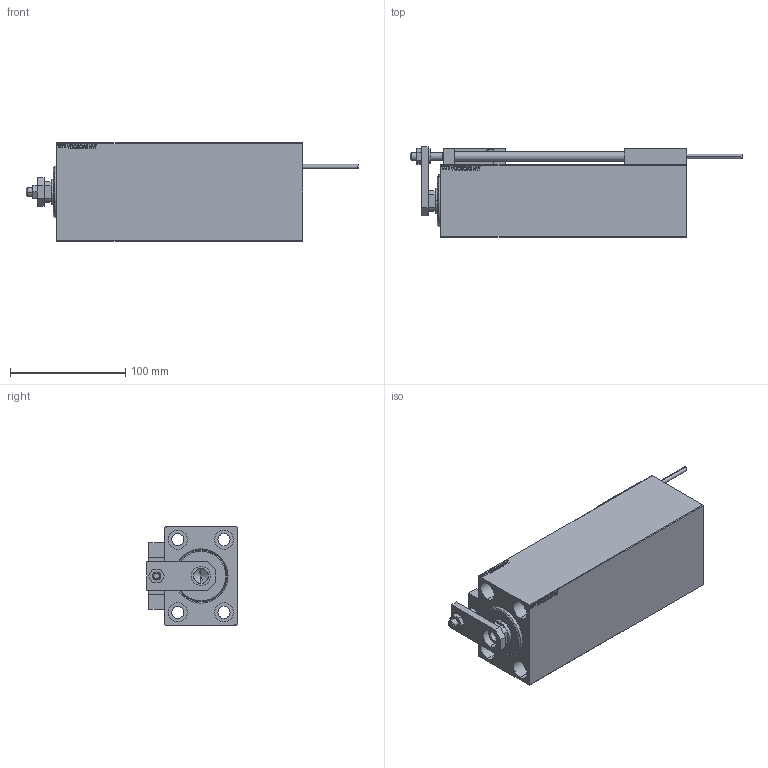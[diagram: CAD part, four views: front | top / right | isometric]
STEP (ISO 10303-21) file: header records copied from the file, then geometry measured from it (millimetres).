
FILE_DESCRIPTION (( 'STEP AP203' ), '1' );
FILE_NAME ('8e87.STEP', '2022-04-17T03:41:57', ( '' ), ( '' ), 'SwSTEP 2.0', 'SolidWorks 2019', '' );
FILE_SCHEMA (( 'CONFIG_CONTROL_DESIGN' ));
Length unit declared in the file: millimetre
Products named in the file (15): SWITCH DIM B,W ad6b31f60c431acfd179ec5b0211a1a0; MAGNET ad6b31f60c431acfd179ec5b0211a1a0; V450CM_C_VCP ad6b31f60c431acfd179ec5b0211a1a0; V450CM_VC_B ad6b31f60c431acfd179ec5b0211a1a0; SWITCH X ad6b31f60c431acfd179ec5b0211a1a0; ZARAZKA ad6b31f60c431acfd179ec5b0211a1a0; 8e87; NUT_D12 ad6b31f60c431acfd179ec5b0211a1a0; ALLEN BOLT D8 ad6b31f60c431acfd179ec5b0211a1a0; Block ad6b31f60c431acfd179ec5b0211a1a0; TYC_L79 ad6b31f60c431acfd179ec5b0211a1a0; V450CM_C_Body ad6b31f60c431acfd179ec5b0211a1a0; ALLEN BOLT D5 ad6b31f60c431acfd179ec5b0211a1a0; SWITCH_X_FRONT_BACK ad6b31f60c431acfd179ec5b0211a1a0; KONCOVKA ad6b31f60c431acfd179ec5b0211a1a0
Assembly tree (24 placements, depth 3):
  8e87
    V450CM_C_Body ad6b31f60c431acfd179ec5b0211a1a0
    SWITCH X ad6b31f60c431acfd179ec5b0211a1a0
      SWITCH_X_FRONT_BACK ad6b31f60c431acfd179ec5b0211a1a0  x2
      TYC_L79 ad6b31f60c431acfd179ec5b0211a1a0
      Block ad6b31f60c431acfd179ec5b0211a1a0  x2
      ALLEN BOLT D5 ad6b31f60c431acfd179ec5b0211a1a0  x4
      ALLEN BOLT D8 ad6b31f60c431acfd179ec5b0211a1a0  x4
      MAGNET ad6b31f60c431acfd179ec5b0211a1a0  x2
      KONCOVKA ad6b31f60c431acfd179ec5b0211a1a0  x2
    NUT_D12 ad6b31f60c431acfd179ec5b0211a1a0
    SWITCH DIM B,W ad6b31f60c431acfd179ec5b0211a1a0
    ZARAZKA ad6b31f60c431acfd179ec5b0211a1a0
    V450CM_C_VCP ad6b31f60c431acfd179ec5b0211a1a0
    V450CM_VC_B ad6b31f60c431acfd179ec5b0211a1a0
Bounding box: 287.7 x 78.5 x 85 mm (x, y, z)
Volume: 1099791.9 mm3; surface area: 158598.9 mm2
Topology: 23 solids, 23 shells, 1278 faces, 3056 edges, 1955 vertices
Faces by surface type: plane 560, bspline 380, cylinder 184, cone 106, torus 44, sphere 4
Entity records: 50043 total; most frequent: CARTESIAN_POINT 25886, ORIENTED_EDGE 5132, DIRECTION 3438, EDGE_CURVE 2566, VERTEX_POINT 1679, LINE 1480, VECTOR 1480, EDGE_LOOP 1187
